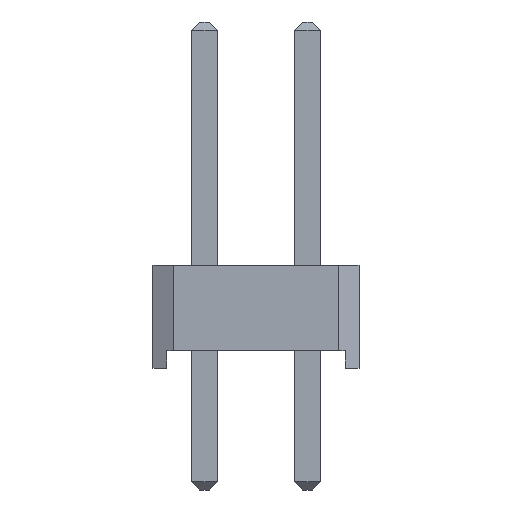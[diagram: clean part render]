
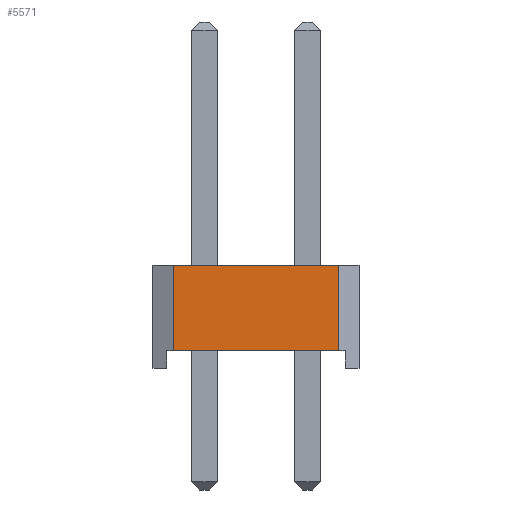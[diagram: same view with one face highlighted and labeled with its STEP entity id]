
A CAD part, front view. The second image highlights one B-rep face of the part: STEP entity #5571.
In plain terms, the highlighted face is planar.
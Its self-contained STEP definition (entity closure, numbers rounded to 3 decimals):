
#228=ORIENTED_EDGE('',*,*,#1290,.T.);
#229=ORIENTED_EDGE('',*,*,#1216,.T.);
#230=ORIENTED_EDGE('',*,*,#1291,.F.);
#231=ORIENTED_EDGE('',*,*,#1254,.F.);
#1216=EDGE_CURVE('',#1772,#1773,#2116,.T.);
#1254=EDGE_CURVE('',#1784,#1785,#2154,.T.);
#1290=EDGE_CURVE('',#1784,#1772,#2190,.T.);
#1291=EDGE_CURVE('',#1785,#1773,#2191,.T.);
#1772=VERTEX_POINT('',#7217);
#1773=VERTEX_POINT('',#7218);
#1784=VERTEX_POINT('',#7276);
#1785=VERTEX_POINT('',#7278);
#2116=LINE('',#7216,#2672);
#2154=LINE('',#7277,#2710);
#2190=LINE('',#7335,#2746);
#2191=LINE('',#7336,#2747);
#2672=VECTOR('',#6130,1000.);
#2710=VECTOR('',#6188,1000.);
#2746=VECTOR('',#6246,1000.);
#2747=VECTOR('',#6247,1000.);
#3189=EDGE_LOOP('',(#228,#229,#230,#231));
#3443=FACE_BOUND('',#3189,.T.);
#3697=PLANE('',#5812);
#5571=ADVANCED_FACE('',(#3443),#3697,.F.);
#5812=AXIS2_PLACEMENT_3D('',#7334,#6244,#6245);
#6130=DIRECTION('',(0.,1.,0.));
#6188=DIRECTION('',(0.,1.,0.));
#6244=DIRECTION('',(-1.,0.,0.));
#6245=DIRECTION('',(0.,0.,1.));
#6246=DIRECTION('',(0.,0.,-1.));
#6247=DIRECTION('',(0.,0.,-1.));
#7216=CARTESIAN_POINT('',(6.35,0.,-3.31));
#7217=CARTESIAN_POINT('',(6.35,-0.832,-3.31));
#7218=CARTESIAN_POINT('',(6.35,1.27,-3.31));
#7276=CARTESIAN_POINT('',(6.35,-0.832,0.77));
#7277=CARTESIAN_POINT('',(6.35,0.,0.77));
#7278=CARTESIAN_POINT('',(6.35,1.27,0.77));
#7334=CARTESIAN_POINT('',(6.35,0.,0.));
#7335=CARTESIAN_POINT('',(6.35,-0.832,0.93));
#7336=CARTESIAN_POINT('',(6.35,1.27,1.27));
